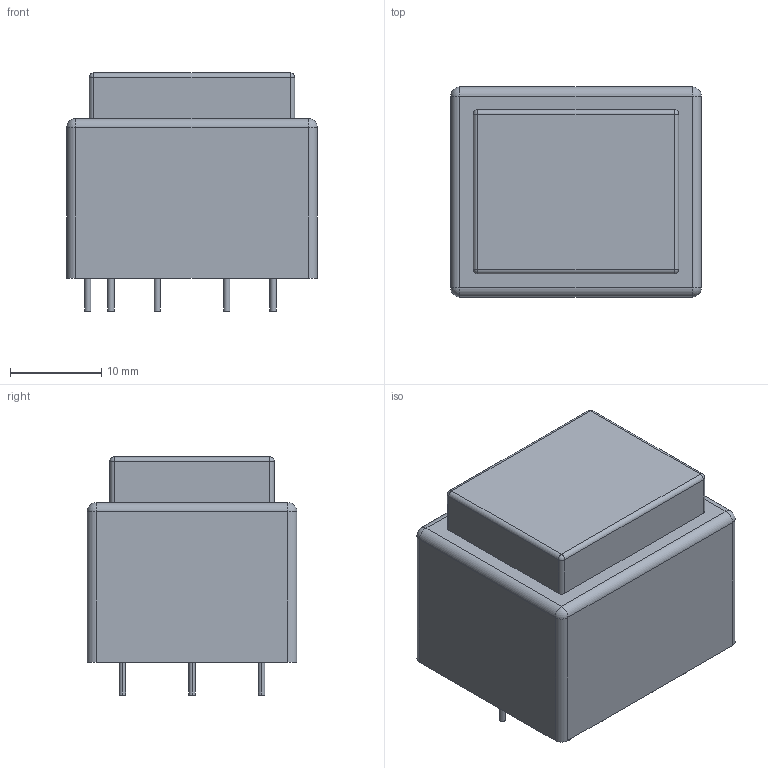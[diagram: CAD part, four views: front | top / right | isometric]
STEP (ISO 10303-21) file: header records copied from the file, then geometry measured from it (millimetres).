
FILE_DESCRIPTION((''),'2;1');
FILE_NAME('XFMR_VIGORTRONIX_VTX-101-007.stp','2012-12-03T09:12:24',(''),(''),'Mechanical Desktop 2011','Mechanical Desktop 2011',', , ');
FILE_SCHEMA(('AUTOMOTIVE_DESIGN { 1 2 10303 214 1 1 1 1 }'));
Length unit declared in the file: millimetre
Products named in the file (1): Product
Bounding box: 27.5 x 23 x 26.1 mm (x, y, z)
Volume: 13064.9 mm3; surface area: 4228.8 mm2
Topology: 11 solids, 11 shells, 72 faces, 134 edges, 76 vertices
Faces by surface type: cylinder 34, plane 30, sphere 8
Entity records: 1768 total; most frequent: DIRECTION 340, CARTESIAN_POINT 275, ORIENTED_EDGE 252, AXIS2_PLACEMENT_3D 141, EDGE_CURVE 126, VERTEX_POINT 76, EDGE_LOOP 72, FACE_OUTER_BOUND 72
